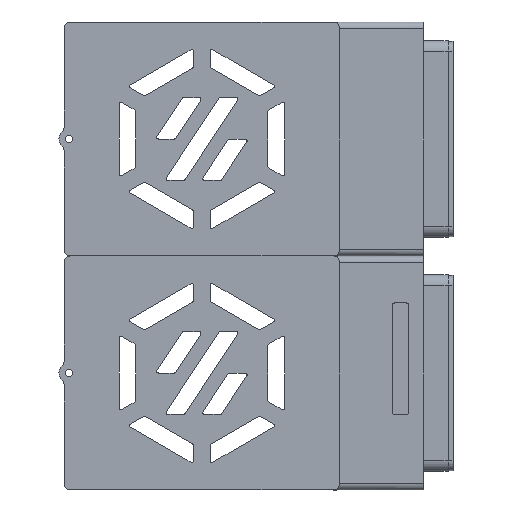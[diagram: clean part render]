
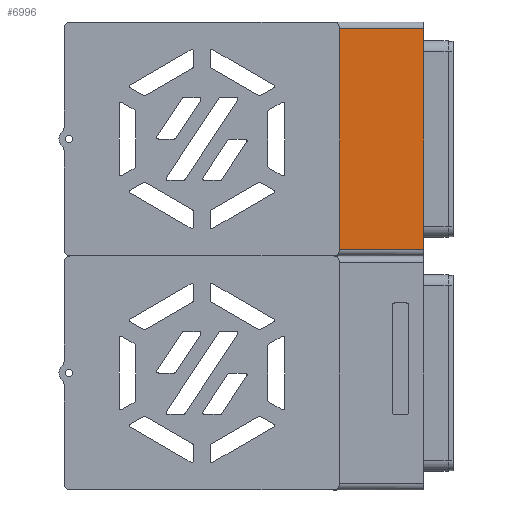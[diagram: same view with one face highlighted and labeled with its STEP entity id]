
A CAD part, left-side view. The second image highlights one B-rep face of the part: STEP entity #6996.
In plain terms, the highlighted planar face has unit normal (-1, 0, 0).
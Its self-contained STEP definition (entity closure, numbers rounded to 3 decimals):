
#1389 = ORIENTED_EDGE ( 'NONE', *, *, #11764, .T. ) ;
#1625 = LINE ( 'NONE', #35280, #40589 ) ;
#2902 = VERTEX_POINT ( 'NONE', #43840 ) ;
#2997 = LINE ( 'NONE', #38462, #38313 ) ;
#3639 = CARTESIAN_POINT ( 'NONE',  ( -82.5, 52.2, -66. ) ) ;
#3653 = CARTESIAN_POINT ( 'NONE',  ( -82.5, 52.2, 55. ) ) ;
#3946 = DIRECTION ( 'NONE',  ( 1., 0., 0. ) ) ;
#4056 = CARTESIAN_POINT ( 'NONE',  ( -82.5, 0., -66. ) ) ;
#4362 = LINE ( 'NONE', #16738, #38056 ) ;
#5644 = ORIENTED_EDGE ( 'NONE', *, *, #5997, .T. ) ;
#5888 = CARTESIAN_POINT ( 'NONE',  ( -82.5, 52.2, -55. ) ) ;
#5997 = EDGE_CURVE ( 'NONE', #33867, #7593, #1625, .T. ) ;
#6996 = ADVANCED_FACE ( 'NONE', ( #7402 ), #13853, .F. ) ;
#7402 = FACE_OUTER_BOUND ( 'NONE', #17614, .T. ) ;
#7593 = VERTEX_POINT ( 'NONE', #3653 ) ;
#7681 = CARTESIAN_POINT ( 'NONE',  ( -82.5, 50., -55. ) ) ;
#8489 = VERTEX_POINT ( 'NONE', #9164 ) ;
#8729 = CARTESIAN_POINT ( 'NONE',  ( -82.5, 52.2, 66. ) ) ;
#9164 = CARTESIAN_POINT ( 'NONE',  ( -82.5, 50., -55. ) ) ;
#9399 = LINE ( 'NONE', #18047, #18958 ) ;
#9403 = EDGE_CURVE ( 'NONE', #2902, #33867, #2997, .T. ) ;
#9485 = EDGE_CURVE ( 'NONE', #13583, #37460, #40916, .T. ) ;
#10890 = DIRECTION ( 'NONE',  ( 0., 0., -1. ) ) ;
#11764 = EDGE_CURVE ( 'NONE', #8489, #13785, #36039, .T. ) ;
#12461 = ORIENTED_EDGE ( 'NONE', *, *, #19678, .T. ) ;
#12736 = VERTEX_POINT ( 'NONE', #18135 ) ;
#12865 = LINE ( 'NONE', #35787, #32034 ) ;
#13583 = VERTEX_POINT ( 'NONE', #3639 ) ;
#13785 = VERTEX_POINT ( 'NONE', #5888 ) ;
#13853 = PLANE ( 'NONE',  #23865 ) ;
#14911 = DIRECTION ( 'NONE',  ( 0., -1., 0. ) ) ;
#15385 = DIRECTION ( 'NONE',  ( 0., 0., -1. ) ) ;
#15971 = LINE ( 'NONE', #19861, #16969 ) ;
#16738 = CARTESIAN_POINT ( 'NONE',  ( -82.5, 50., 55. ) ) ;
#16969 = VECTOR ( 'NONE', #34107, 1000. ) ;
#17614 = EDGE_LOOP ( 'NONE', ( #1389, #12461, #41554, #33986, #40551, #5644, #42524, #30245 ) ) ;
#18047 = CARTESIAN_POINT ( 'NONE',  ( -82.5, 50., -55. ) ) ;
#18135 = CARTESIAN_POINT ( 'NONE',  ( -82.5, 50., 55. ) ) ;
#18958 = VECTOR ( 'NONE', #31643, 1000. ) ;
#19552 = VECTOR ( 'NONE', #14911, 1000. ) ;
#19678 = EDGE_CURVE ( 'NONE', #13785, #13583, #12865, .T. ) ;
#19861 = CARTESIAN_POINT ( 'NONE',  ( -82.5, 0., -70. ) ) ;
#23865 = AXIS2_PLACEMENT_3D ( 'NONE', #24461, #3946, #10890 ) ;
#24461 = CARTESIAN_POINT ( 'NONE',  ( -82.5, 1.2, -70. ) ) ;
#25056 = DIRECTION ( 'NONE',  ( 0., 1., 0. ) ) ;
#25618 = EDGE_CURVE ( 'NONE', #37460, #2902, #15971, .T. ) ;
#30245 = ORIENTED_EDGE ( 'NONE', *, *, #38093, .F. ) ;
#31643 = DIRECTION ( 'NONE',  ( 0., 0., 1. ) ) ;
#31896 = CARTESIAN_POINT ( 'NONE',  ( -82.5, 1.2, -66. ) ) ;
#32034 = VECTOR ( 'NONE', #15385, 1000. ) ;
#33867 = VERTEX_POINT ( 'NONE', #8729 ) ;
#33962 = VECTOR ( 'NONE', #38264, 1000. ) ;
#33986 = ORIENTED_EDGE ( 'NONE', *, *, #25618, .T. ) ;
#34078 = EDGE_CURVE ( 'NONE', #12736, #7593, #4362, .T. ) ;
#34107 = DIRECTION ( 'NONE',  ( 0., 0., 1. ) ) ;
#35280 = CARTESIAN_POINT ( 'NONE',  ( -82.5, 52.2, 55. ) ) ;
#35787 = CARTESIAN_POINT ( 'NONE',  ( -82.5, 52.2, -66. ) ) ;
#36039 = LINE ( 'NONE', #7681, #33962 ) ;
#37460 = VERTEX_POINT ( 'NONE', #4056 ) ;
#38056 = VECTOR ( 'NONE', #40603, 1000. ) ;
#38093 = EDGE_CURVE ( 'NONE', #8489, #12736, #9399, .T. ) ;
#38264 = DIRECTION ( 'NONE',  ( 0., 1., 0. ) ) ;
#38313 = VECTOR ( 'NONE', #25056, 1000. ) ;
#38462 = CARTESIAN_POINT ( 'NONE',  ( -82.5, 1.2, 66. ) ) ;
#40551 = ORIENTED_EDGE ( 'NONE', *, *, #9403, .T. ) ;
#40589 = VECTOR ( 'NONE', #42103, 1000. ) ;
#40603 = DIRECTION ( 'NONE',  ( 0., 1., 0. ) ) ;
#40916 = LINE ( 'NONE', #31896, #19552 ) ;
#41554 = ORIENTED_EDGE ( 'NONE', *, *, #9485, .T. ) ;
#42103 = DIRECTION ( 'NONE',  ( 0., 0., -1. ) ) ;
#42524 = ORIENTED_EDGE ( 'NONE', *, *, #34078, .F. ) ;
#43840 = CARTESIAN_POINT ( 'NONE',  ( -82.5, 0., 66. ) ) ;
